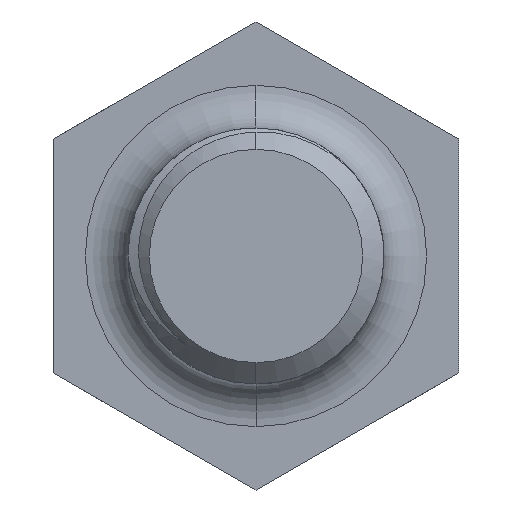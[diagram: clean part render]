
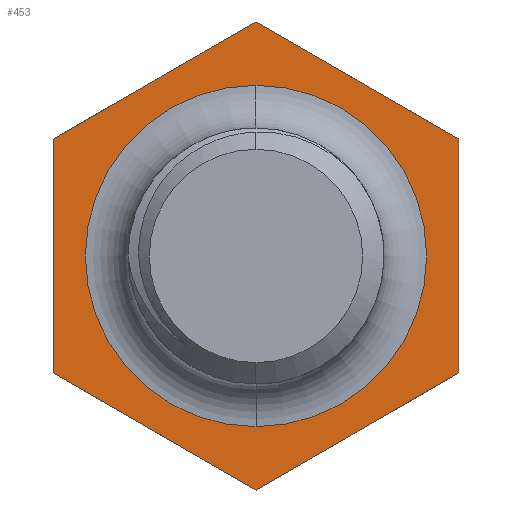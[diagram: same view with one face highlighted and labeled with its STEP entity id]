
A CAD part, left-side view. The second image highlights one B-rep face of the part: STEP entity #453.
In plain terms, the highlighted planar face has unit normal (-1, 0, 0).
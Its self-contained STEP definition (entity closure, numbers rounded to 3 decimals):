
#108 = CARTESIAN_POINT ( 'NONE',  ( 0., 0., 8. ) ) ;
#202 = EDGE_CURVE ( 'NONE', #2267, #1379, #612, .T. ) ;
#312 = ORIENTED_EDGE ( 'NONE', *, *, #1810, .F. ) ;
#356 = LINE ( 'NONE', #2062, #1687 ) ;
#410 = CARTESIAN_POINT ( 'NONE',  ( 0., 0., 0. ) ) ;
#427 = CARTESIAN_POINT ( 'NONE',  ( 0., 0., 0. ) ) ;
#446 = DIRECTION ( 'NONE',  ( 0., 0.866, -0.5 ) ) ;
#453 = ADVANCED_FACE ( 'NONE', ( #1475, #2632 ), #955, .F. ) ;
#499 = VERTEX_POINT ( 'NONE', #2222 ) ;
#548 = CARTESIAN_POINT ( 'NONE',  ( 0., 9.5, 5.485 ) ) ;
#551 = VERTEX_POINT ( 'NONE', #2991 ) ;
#612 = LINE ( 'NONE', #1217, #654 ) ;
#640 = CARTESIAN_POINT ( 'NONE',  ( 0., 4.75, 8.227 ) ) ;
#654 = VECTOR ( 'NONE', #1720, 1000. ) ;
#677 = EDGE_CURVE ( 'NONE', #990, #551, #1715, .T. ) ;
#689 = ORIENTED_EDGE ( 'NONE', *, *, #202, .F. ) ;
#710 = CARTESIAN_POINT ( 'NONE',  ( 0., -4.75, -8.227 ) ) ;
#945 = EDGE_CURVE ( 'NONE', #499, #2748, #1343, .T. ) ;
#955 = PLANE ( 'NONE',  #2701 ) ;
#973 = VECTOR ( 'NONE', #446, 1000. ) ;
#990 = VERTEX_POINT ( 'NONE', #548 ) ;
#1041 = ORIENTED_EDGE ( 'NONE', *, *, #2736, .F. ) ;
#1065 = DIRECTION ( 'NONE',  ( 0., -0.866, -0.5 ) ) ;
#1217 = CARTESIAN_POINT ( 'NONE',  ( 0., 4.75, -8.227 ) ) ;
#1261 = ORIENTED_EDGE ( 'NONE', *, *, #1510, .T. ) ;
#1284 = DIRECTION ( 'NONE',  ( 0., 1., 0. ) ) ;
#1305 = EDGE_CURVE ( 'NONE', #2748, #2267, #1801, .T. ) ;
#1336 = CIRCLE ( 'NONE', #2575, 8. ) ;
#1343 = LINE ( 'NONE', #3005, #1617 ) ;
#1379 = VERTEX_POINT ( 'NONE', #1584 ) ;
#1475 = FACE_BOUND ( 'NONE', #2207, .T. ) ;
#1510 = EDGE_CURVE ( 'NONE', #3131, #3363, #3119, .T. ) ;
#1584 = CARTESIAN_POINT ( 'NONE',  ( 0., 9.5, -5.485 ) ) ;
#1617 = VECTOR ( 'NONE', #3603, 1000. ) ;
#1678 = AXIS2_PLACEMENT_3D ( 'NONE', #410, #1991, #3144 ) ;
#1687 = VECTOR ( 'NONE', #2594, 1000. ) ;
#1689 = CARTESIAN_POINT ( 'NONE',  ( 0., 0., -10.97 ) ) ;
#1715 = LINE ( 'NONE', #640, #1736 ) ;
#1720 = DIRECTION ( 'NONE',  ( 0., 0.866, 0.5 ) ) ;
#1736 = VECTOR ( 'NONE', #2866, 1000. ) ;
#1801 = LINE ( 'NONE', #710, #973 ) ;
#1810 = EDGE_CURVE ( 'NONE', #1379, #990, #356, .T. ) ;
#1991 = DIRECTION ( 'NONE',  ( 1., 0., 0. ) ) ;
#2062 = CARTESIAN_POINT ( 'NONE',  ( 0., 9.5, 0. ) ) ;
#2066 = EDGE_CURVE ( 'NONE', #3363, #3131, #1336, .T. ) ;
#2067 = CARTESIAN_POINT ( 'NONE',  ( 0., 0., -8. ) ) ;
#2104 = LINE ( 'NONE', #3034, #2621 ) ;
#2207 = EDGE_LOOP ( 'NONE', ( #1261, #3209 ) ) ;
#2222 = CARTESIAN_POINT ( 'NONE',  ( 0., -9.5, 5.485 ) ) ;
#2267 = VERTEX_POINT ( 'NONE', #1689 ) ;
#2290 = ORIENTED_EDGE ( 'NONE', *, *, #1305, .F. ) ;
#2380 = CARTESIAN_POINT ( 'NONE',  ( 0., 0., 0. ) ) ;
#2393 = ORIENTED_EDGE ( 'NONE', *, *, #677, .F. ) ;
#2575 = AXIS2_PLACEMENT_3D ( 'NONE', #2380, #2945, #3493 ) ;
#2594 = DIRECTION ( 'NONE',  ( 0., 0., 1. ) ) ;
#2608 = DIRECTION ( 'NONE',  ( 1., 0., 0. ) ) ;
#2621 = VECTOR ( 'NONE', #1065, 1000. ) ;
#2632 = FACE_OUTER_BOUND ( 'NONE', #2643, .T. ) ;
#2643 = EDGE_LOOP ( 'NONE', ( #1041, #2393, #312, #689, #2290, #2875 ) ) ;
#2701 = AXIS2_PLACEMENT_3D ( 'NONE', #427, #2608, #1284 ) ;
#2736 = EDGE_CURVE ( 'NONE', #551, #499, #2104, .T. ) ;
#2748 = VERTEX_POINT ( 'NONE', #3267 ) ;
#2866 = DIRECTION ( 'NONE',  ( 0., -0.866, 0.5 ) ) ;
#2875 = ORIENTED_EDGE ( 'NONE', *, *, #945, .F. ) ;
#2945 = DIRECTION ( 'NONE',  ( 1., 0., 0. ) ) ;
#2991 = CARTESIAN_POINT ( 'NONE',  ( 0., 0., 10.97 ) ) ;
#3005 = CARTESIAN_POINT ( 'NONE',  ( 0., -9.5, 0. ) ) ;
#3034 = CARTESIAN_POINT ( 'NONE',  ( 0., -4.75, 8.227 ) ) ;
#3119 = CIRCLE ( 'NONE', #1678, 8. ) ;
#3131 = VERTEX_POINT ( 'NONE', #2067 ) ;
#3144 = DIRECTION ( 'NONE',  ( 0., 0., -1. ) ) ;
#3209 = ORIENTED_EDGE ( 'NONE', *, *, #2066, .T. ) ;
#3267 = CARTESIAN_POINT ( 'NONE',  ( 0., -9.5, -5.485 ) ) ;
#3363 = VERTEX_POINT ( 'NONE', #108 ) ;
#3493 = DIRECTION ( 'NONE',  ( 0., 0., -1. ) ) ;
#3603 = DIRECTION ( 'NONE',  ( 0., 0., -1. ) ) ;
